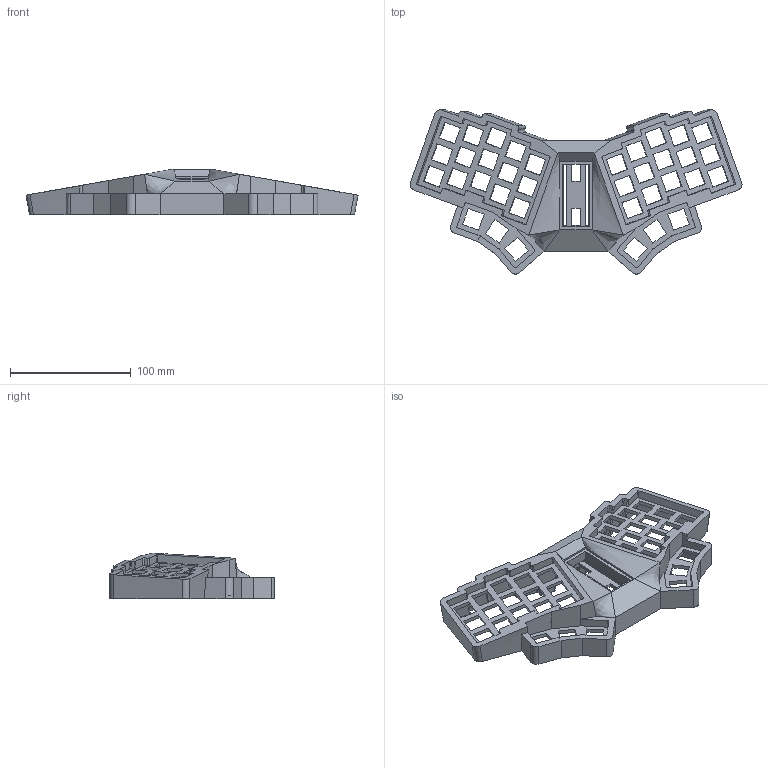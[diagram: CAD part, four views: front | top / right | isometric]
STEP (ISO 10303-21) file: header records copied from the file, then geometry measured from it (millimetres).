
FILE_DESCRIPTION(('HOOPS Exchange Step'),'2;1');
FILE_NAME('temp_export','2023-04-17T10:06:56-04:00',('mobile'),('Shapr3D Limited'),'HOOPS Exchange 2022.2','Shapr3D','Authorized');
FILE_SCHEMA( ('AUTOMOTIVE_DESIGN { 1 0 10303 214 1 1 1 1 }') );
Length unit declared in the file: millimetre
Products named in the file (1): Case
Bounding box: 274.39 x 135.7 x 37.87 mm (x, y, z)
Volume: 196016.3 mm3; surface area: 88565.8 mm2
Topology: 2 solids, 2 shells, 530 faces, 1512 edges, 999 vertices
Faces by surface type: plane 375, cylinder 130, bspline 25
Full cylindrical faces by diameter (mm): 3.6 x11, 16 x1
Entity records: 19612 total; most frequent: CARTESIAN_POINT 5575, ORIENTED_EDGE 3020, DIRECTION 2716, EDGE_CURVE 1510, VECTOR 1158, LINE 1158, VERTEX_POINT 999, AXIS2_PLACEMENT_3D 779
